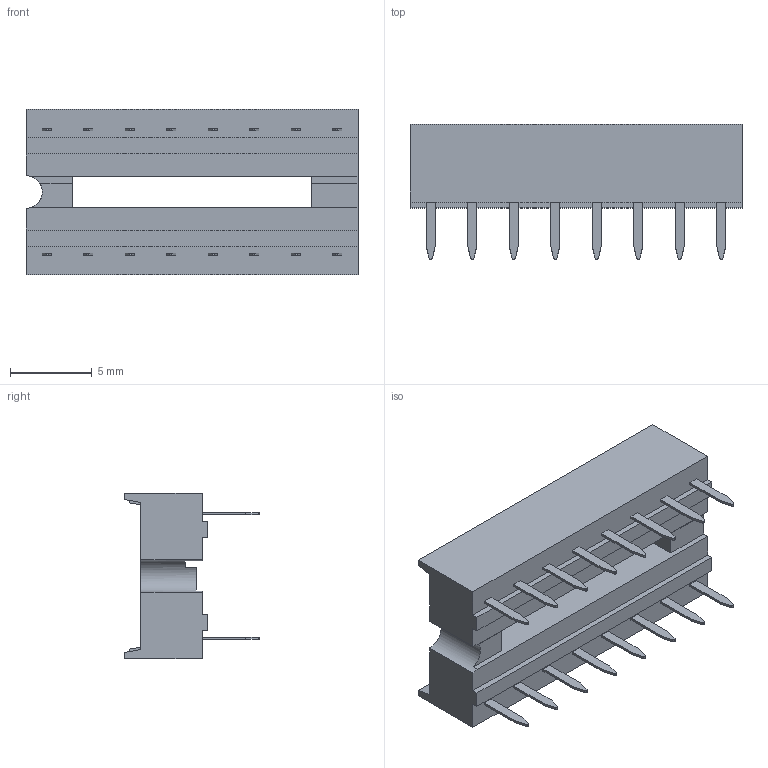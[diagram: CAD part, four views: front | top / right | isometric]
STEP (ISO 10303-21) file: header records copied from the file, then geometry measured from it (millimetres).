
FILE_DESCRIPTION(('STEP AP214'),'1');
FILE_NAME(' ',' ',('TraceParts'),('TraceParts S.A.'),'XStep 1.0',' ',' ');
FILE_SCHEMA(('automotive_design'));
Length unit declared in the file: millimetre
Products named in the file (1): 1
Bounding box: 20.32 x 8.25 x 10.16 mm (x, y, z)
Volume: 673.5 mm3; surface area: 1148.9 mm2
Topology: 1 solids, 17 shells, 559 faces, 1498 edges, 988 vertices
Faces by surface type: plane 494, cylinder 65
Entity records: 34059 total; most frequent: CARTESIAN_POINT 3046, STYLED_ITEM 3045, PRESENTATION_STYLE_ASSIGNMENT 3045, COLOUR_RGB 3045, ORIENTED_EDGE 2996, DIRECTION 2751, EDGE_CURVE 1498, CURVE_STYLE 1498
